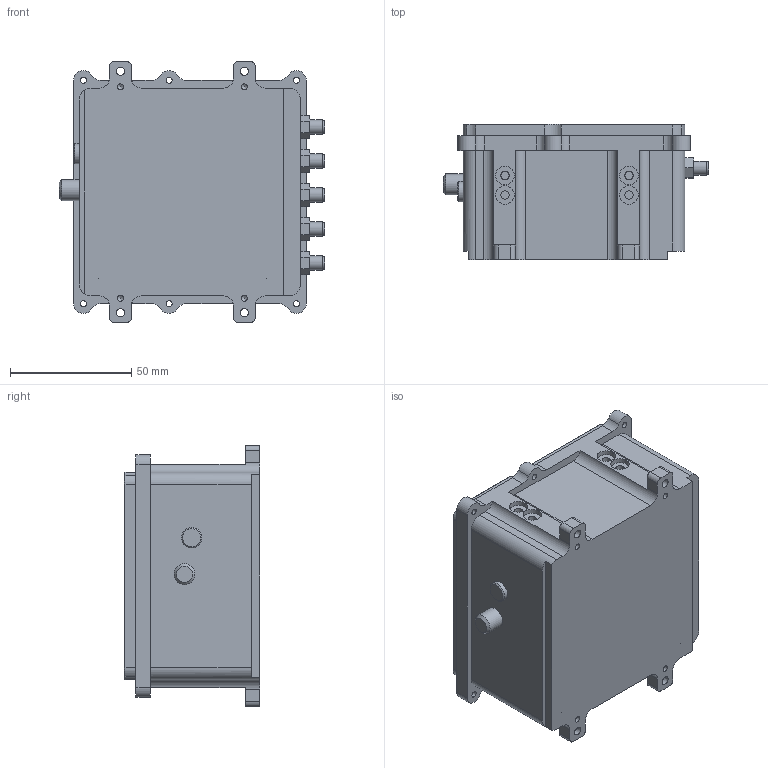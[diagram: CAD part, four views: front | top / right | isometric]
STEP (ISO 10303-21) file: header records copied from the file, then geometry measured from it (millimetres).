
FILE_DESCRIPTION(/* description */ (''),/* implementation_level */ '2;1');
FILE_NAME(/* name */ 'GPSsome2 mockup.step',/* time_stamp */ '2023-09-17T10:23:28+03:00',/* author */ (''),/* organization */ (''),/* preprocessor_version */ 'ST-DEVELOPER v20',/* originating_system */ 'Autodesk Translation Framework v12.9.0.99',/* authorisation */ '');
FILE_SCHEMA (('AUTOMOTIVE_DESIGN { 1 0 10303 214 3 1 1 }'));
Length unit declared in the file: millimetre
Products named in the file (1): mockup for customers
Bounding box: 109.4 x 55.8 x 107.4 mm (x, y, z)
Volume: 445345 mm3; surface area: 45345.2 mm2
Topology: 1 solids, 8 shells, 326 faces, 785 edges, 511 vertices
Faces by surface type: plane 169, cylinder 135, cone 22
Full cylindrical faces by diameter (mm): 2.05 x2, 2.5 x14, 3.4 x8, 3.454 x4, 4.5 x6, 5.25 x5, 7.5 x4, 7.6 x4, 8.4 x1, 8.6 x1
Entity records: 9636 total; most frequent: DIRECTION 1742, CARTESIAN_POINT 1651, ORIENTED_EDGE 1558, EDGE_CURVE 779, AXIS2_PLACEMENT_3D 640, VERTEX_POINT 511, LINE 462, VECTOR 462
